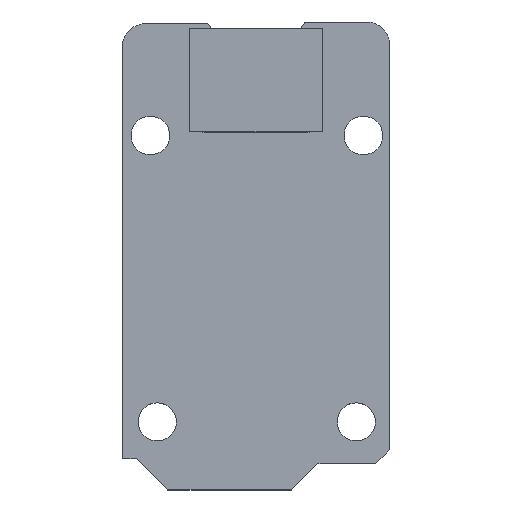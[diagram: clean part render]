
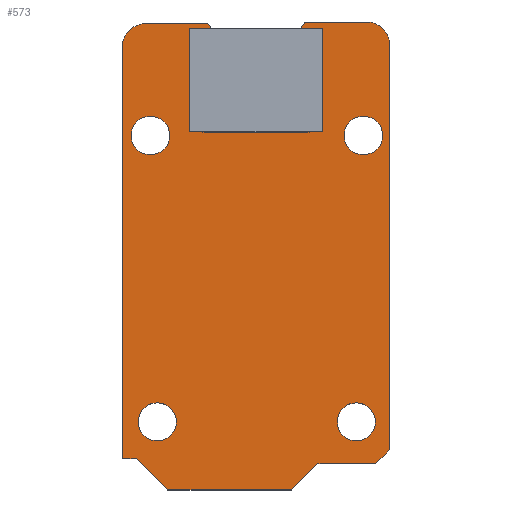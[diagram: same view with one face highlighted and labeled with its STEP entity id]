
A CAD part, top view. The second image highlights one B-rep face of the part: STEP entity #573.
In plain terms, the highlighted planar face has unit normal (0, 0, 1).
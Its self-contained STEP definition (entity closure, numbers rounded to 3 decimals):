
#17=FACE_BOUND('',#106,.T.);
#18=FACE_BOUND('',#107,.T.);
#19=FACE_BOUND('',#108,.T.);
#20=FACE_BOUND('',#109,.T.);
#26=(
BOUNDED_CURVE()
B_SPLINE_CURVE(3,(#822,#823,#824,#825),.UNSPECIFIED.,.F.,.F.)
B_SPLINE_CURVE_WITH_KNOTS((4,4),(0.,1.),.UNSPECIFIED.)
CURVE()
GEOMETRIC_REPRESENTATION_ITEM()
RATIONAL_B_SPLINE_CURVE((1.,1.,1.,1.))
REPRESENTATION_ITEM('')
);
#28=(
BOUNDED_CURVE()
B_SPLINE_CURVE(3,(#889,#890,#891,#892),.UNSPECIFIED.,.F.,.F.)
B_SPLINE_CURVE_WITH_KNOTS((4,4),(0.,1.),.UNSPECIFIED.)
CURVE()
GEOMETRIC_REPRESENTATION_ITEM()
RATIONAL_B_SPLINE_CURVE((1.,1.,1.,1.))
REPRESENTATION_ITEM('')
);
#45=PLANE('',#624);
#75=FACE_OUTER_BOUND('',#105,.T.);
#105=EDGE_LOOP('',(#473,#474,#475,#476,#477,#478,#479,#480,#481,#482,#483,
#484,#485,#486,#487,#488));
#106=EDGE_LOOP('',(#489));
#107=EDGE_LOOP('',(#490));
#108=EDGE_LOOP('',(#491));
#109=EDGE_LOOP('',(#492));
#129=LINE('',#806,#195);
#133=LINE('',#831,#199);
#136=LINE('',#837,#202);
#139=LINE('',#843,#205);
#142=LINE('',#849,#208);
#145=LINE('',#855,#211);
#148=LINE('',#861,#214);
#151=LINE('',#867,#217);
#154=LINE('',#873,#220);
#158=LINE('',#898,#224);
#161=LINE('',#904,#227);
#164=LINE('',#910,#230);
#167=LINE('',#916,#233);
#170=LINE('',#920,#236);
#195=VECTOR('',#668,10.);
#199=VECTOR('',#674,10.);
#202=VECTOR('',#679,10.);
#205=VECTOR('',#684,10.);
#208=VECTOR('',#689,10.);
#211=VECTOR('',#694,10.);
#214=VECTOR('',#699,10.);
#217=VECTOR('',#704,10.);
#220=VECTOR('',#709,10.);
#224=VECTOR('',#715,10.);
#227=VECTOR('',#720,10.);
#230=VECTOR('',#725,10.);
#233=VECTOR('',#730,10.);
#236=VECTOR('',#735,10.);
#255=CIRCLE('',#599,1.09);
#257=CIRCLE('',#602,1.105);
#259=CIRCLE('',#605,1.09);
#261=CIRCLE('',#608,1.105);
#263=VERTEX_POINT('',#776);
#265=VERTEX_POINT('',#782);
#267=VERTEX_POINT('',#788);
#269=VERTEX_POINT('',#794);
#273=VERTEX_POINT('',#803);
#274=VERTEX_POINT('',#805);
#276=VERTEX_POINT('',#821);
#278=VERTEX_POINT('',#830);
#280=VERTEX_POINT('',#836);
#282=VERTEX_POINT('',#842);
#284=VERTEX_POINT('',#848);
#286=VERTEX_POINT('',#854);
#288=VERTEX_POINT('',#860);
#290=VERTEX_POINT('',#866);
#292=VERTEX_POINT('',#872);
#294=VERTEX_POINT('',#888);
#296=VERTEX_POINT('',#897);
#298=VERTEX_POINT('',#903);
#300=VERTEX_POINT('',#909);
#302=VERTEX_POINT('',#915);
#315=EDGE_CURVE('',#263,#263,#255,.T.);
#318=EDGE_CURVE('',#265,#265,#257,.T.);
#321=EDGE_CURVE('',#267,#267,#259,.T.);
#324=EDGE_CURVE('',#269,#269,#261,.T.);
#329=EDGE_CURVE('',#274,#273,#129,.T.);
#332=EDGE_CURVE('',#276,#274,#26,.T.);
#335=EDGE_CURVE('',#278,#276,#133,.T.);
#338=EDGE_CURVE('',#280,#278,#136,.T.);
#341=EDGE_CURVE('',#282,#280,#139,.T.);
#344=EDGE_CURVE('',#284,#282,#142,.T.);
#347=EDGE_CURVE('',#286,#284,#145,.T.);
#350=EDGE_CURVE('',#288,#286,#148,.T.);
#353=EDGE_CURVE('',#290,#288,#151,.T.);
#356=EDGE_CURVE('',#292,#290,#154,.T.);
#359=EDGE_CURVE('',#294,#292,#28,.T.);
#362=EDGE_CURVE('',#296,#294,#158,.T.);
#365=EDGE_CURVE('',#298,#296,#161,.T.);
#368=EDGE_CURVE('',#300,#298,#164,.T.);
#371=EDGE_CURVE('',#302,#300,#167,.T.);
#374=EDGE_CURVE('',#273,#302,#170,.T.);
#473=ORIENTED_EDGE('',*,*,#374,.T.);
#474=ORIENTED_EDGE('',*,*,#371,.T.);
#475=ORIENTED_EDGE('',*,*,#368,.T.);
#476=ORIENTED_EDGE('',*,*,#365,.T.);
#477=ORIENTED_EDGE('',*,*,#362,.T.);
#478=ORIENTED_EDGE('',*,*,#359,.T.);
#479=ORIENTED_EDGE('',*,*,#356,.T.);
#480=ORIENTED_EDGE('',*,*,#353,.T.);
#481=ORIENTED_EDGE('',*,*,#350,.T.);
#482=ORIENTED_EDGE('',*,*,#347,.T.);
#483=ORIENTED_EDGE('',*,*,#344,.T.);
#484=ORIENTED_EDGE('',*,*,#341,.T.);
#485=ORIENTED_EDGE('',*,*,#338,.T.);
#486=ORIENTED_EDGE('',*,*,#335,.T.);
#487=ORIENTED_EDGE('',*,*,#332,.T.);
#488=ORIENTED_EDGE('',*,*,#329,.T.);
#489=ORIENTED_EDGE('',*,*,#324,.T.);
#490=ORIENTED_EDGE('',*,*,#321,.T.);
#491=ORIENTED_EDGE('',*,*,#318,.T.);
#492=ORIENTED_EDGE('',*,*,#315,.T.);
#573=ADVANCED_FACE('',(#75,#17,#18,#19,#20),#45,.T.);
#599=AXIS2_PLACEMENT_3D('',#777,#638,#639);
#602=AXIS2_PLACEMENT_3D('',#783,#645,#646);
#605=AXIS2_PLACEMENT_3D('',#789,#652,#653);
#608=AXIS2_PLACEMENT_3D('',#795,#659,#660);
#624=AXIS2_PLACEMENT_3D('',#921,#736,#737);
#638=DIRECTION('center_axis',(0.,0.,-1.));
#639=DIRECTION('ref_axis',(1.,0.,0.));
#645=DIRECTION('center_axis',(0.,0.,-1.));
#646=DIRECTION('ref_axis',(1.,0.,0.));
#652=DIRECTION('center_axis',(0.,0.,-1.));
#653=DIRECTION('ref_axis',(1.,0.,0.));
#659=DIRECTION('center_axis',(0.,0.,-1.));
#660=DIRECTION('ref_axis',(1.,0.,0.));
#668=DIRECTION('',(-1.,0.,0.));
#674=DIRECTION('',(0.,1.,0.));
#679=DIRECTION('',(0.707,0.707,0.));
#684=DIRECTION('',(1.,0.,0.));
#689=DIRECTION('',(0.707,0.707,0.));
#694=DIRECTION('',(1.,0.,0.));
#699=DIRECTION('',(0.707,-0.707,0.));
#704=DIRECTION('',(1.,0.,0.));
#709=DIRECTION('',(0.,-1.,0.));
#715=DIRECTION('',(-1.,0.,0.));
#720=DIRECTION('',(-0.555,0.832,0.));
#725=DIRECTION('',(-1.,0.,0.));
#730=DIRECTION('',(-0.555,-0.832,0.));
#735=DIRECTION('',(0.,-1.,0.));
#736=DIRECTION('center_axis',(0.,0.,1.));
#737=DIRECTION('ref_axis',(1.,0.,0.));
#776=CARTESIAN_POINT('',(-6.79,-9.,1.));
#777=CARTESIAN_POINT('Origin',(-5.7,-9.,1.));
#782=CARTESIAN_POINT('',(4.995,7.4,1.));
#783=CARTESIAN_POINT('Origin',(6.1,7.4,1.));
#788=CARTESIAN_POINT('',(4.61,-9.,1.));
#789=CARTESIAN_POINT('Origin',(5.7,-9.,1.));
#794=CARTESIAN_POINT('',(-7.205,7.4,1.));
#795=CARTESIAN_POINT('Origin',(-6.1,7.4,1.));
#803=CARTESIAN_POINT('',(2.7,13.9,1.));
#805=CARTESIAN_POINT('',(6.3,13.9,1.));
#806=CARTESIAN_POINT('',(6.3,13.9,1.));
#821=CARTESIAN_POINT('',(7.6,12.6,1.));
#822=CARTESIAN_POINT('Ctrl Pts',(7.6,12.6,1.));
#823=CARTESIAN_POINT('Ctrl Pts',(7.6,13.3,1.));
#824=CARTESIAN_POINT('Ctrl Pts',(7.,13.9,1.));
#825=CARTESIAN_POINT('Ctrl Pts',(6.3,13.9,1.));
#830=CARTESIAN_POINT('',(7.6,-10.6,1.));
#831=CARTESIAN_POINT('',(7.6,-10.6,1.));
#836=CARTESIAN_POINT('',(6.8,-11.4,1.));
#837=CARTESIAN_POINT('',(6.8,-11.4,1.));
#842=CARTESIAN_POINT('',(3.5,-11.4,1.));
#843=CARTESIAN_POINT('',(3.5,-11.4,1.));
#848=CARTESIAN_POINT('',(2.,-12.9,1.));
#849=CARTESIAN_POINT('',(2.,-12.9,1.));
#854=CARTESIAN_POINT('',(-5.1,-12.9,1.));
#855=CARTESIAN_POINT('',(-5.1,-12.9,1.));
#860=CARTESIAN_POINT('',(-6.9,-11.1,1.));
#861=CARTESIAN_POINT('',(-6.9,-11.1,1.));
#866=CARTESIAN_POINT('',(-7.7,-11.1,1.));
#867=CARTESIAN_POINT('',(-7.7,-11.1,1.));
#872=CARTESIAN_POINT('',(-7.7,12.5,1.));
#873=CARTESIAN_POINT('',(-7.7,12.5,1.));
#888=CARTESIAN_POINT('',(-6.4,13.8,1.));
#889=CARTESIAN_POINT('Ctrl Pts',(-6.4,13.8,1.));
#890=CARTESIAN_POINT('Ctrl Pts',(-7.1,13.8,1.));
#891=CARTESIAN_POINT('Ctrl Pts',(-7.7,13.2,1.));
#892=CARTESIAN_POINT('Ctrl Pts',(-7.7,12.5,1.));
#897=CARTESIAN_POINT('',(-2.8,13.8,1.));
#898=CARTESIAN_POINT('',(-2.8,13.8,1.));
#903=CARTESIAN_POINT('',(-2.6,13.5,1.));
#904=CARTESIAN_POINT('',(-2.6,13.5,1.));
#909=CARTESIAN_POINT('',(2.5,13.5,1.));
#910=CARTESIAN_POINT('',(2.5,13.5,1.));
#915=CARTESIAN_POINT('',(2.7,13.8,1.));
#916=CARTESIAN_POINT('',(2.7,13.8,1.));
#920=CARTESIAN_POINT('',(2.7,13.9,1.));
#921=CARTESIAN_POINT('Origin',(-0.05,0.5,1.));
